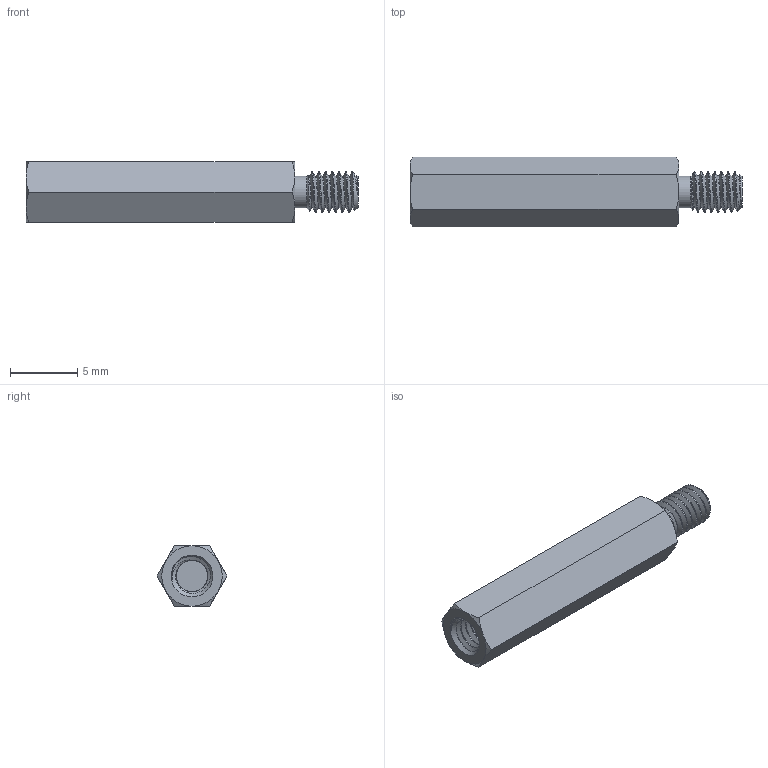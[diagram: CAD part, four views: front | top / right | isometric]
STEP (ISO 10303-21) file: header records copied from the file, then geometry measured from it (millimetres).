
FILE_DESCRIPTION(/* description */ (''),/* implementation_level */ '2;1');
FILE_NAME(/* name */ 'M3x20 Standoff.step',/* time_stamp */ '2018-08-17T11:44:05+02:00',/* author */ ('boelle'),/* organization */ (''),/* preprocessor_version */ 'ST-DEVELOPER v17',/* originating_system */ 'Autodesk Translation Framework v7.1.0.215',/* authorisation */ '');
FILE_SCHEMA (('AUTOMOTIVE_DESIGN { 1 0 10303 214 3 1 1 }'));
Length unit declared in the file: millimetre
Products named in the file (2): M3x20 Standoff; 93655A358
Assembly tree (1 placements, depth 2):
  M3x20 Standoff
    93655A358
Bounding box: 24.7 x 5.2 x 4.5 mm (x, y, z)
Volume: 339 mm3; surface area: 498.5 mm2
Topology: 1 solids, 1 shells, 63 faces, 166 edges, 107 vertices
Faces by surface type: cylinder 32, cone 15, plane 11, bspline 5
Full cylindrical faces by diameter (mm): 2.345 x1, 2.35 x7, 3 x18
Entity records: 5238 total; most frequent: CARTESIAN_POINT 3844, ORIENTED_EDGE 332, DIRECTION 222, EDGE_CURVE 166, VERTEX_POINT 107, AXIS2_PLACEMENT_3D 90, EDGE_LOOP 65, FACE_OUTER_BOUND 63
